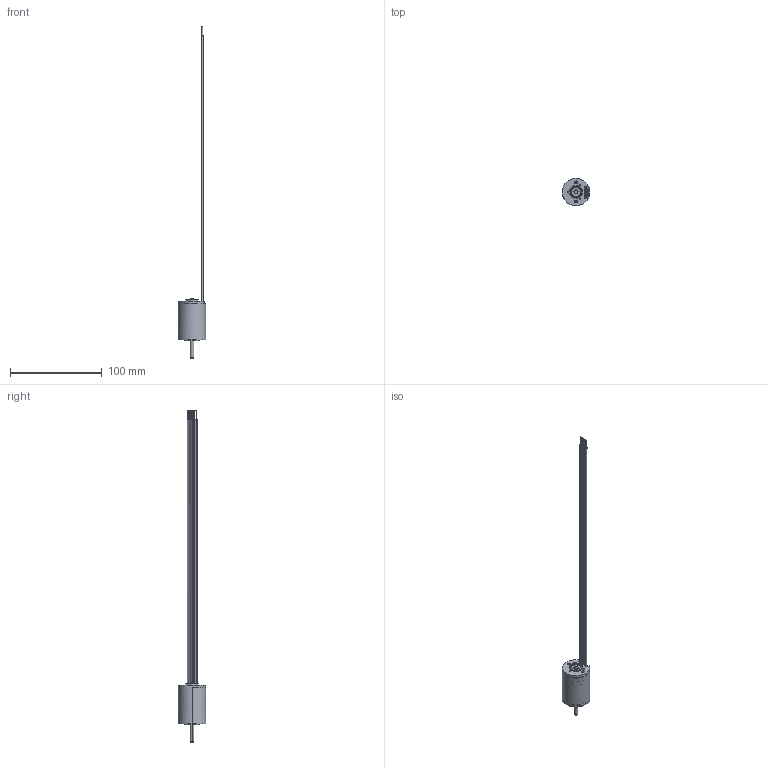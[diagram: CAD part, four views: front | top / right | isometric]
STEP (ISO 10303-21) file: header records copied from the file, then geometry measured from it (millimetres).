
FILE_DESCRIPTION((''),'2;1');
FILE_NAME('4611180000554_SW0001','2022-11-16T14:26:29',('MS05792'),(''),'CREO PARAMETRIC BY PTC INC, 2018100','CREO PARAMETRIC BY PTC INC, 2018100','');
FILE_SCHEMA(('CONFIG_CONTROL_DESIGN'));
Length unit declared in the file: millimetre
Products named in the file (1): 4611180000554_SW0001
Bounding box: 30 x 30 x 361.88 mm (x, y, z)
Volume: 14856.7 mm3; surface area: 24806.8 mm2
Topology: 1 solids, 2 shells, 373 faces, 984 edges, 622 vertices
Faces by surface type: cylinder 150, plane 115, torus 51, cone 40, bspline 17
Entity records: 13447 total; most frequent: CARTESIAN_POINT 3887, DIRECTION 2124, ORIENTED_EDGE 1944, EDGE_CURVE 972, AXIS2_PLACEMENT_3D 864, VERTEX_POINT 622, CIRCLE 508, EDGE_LOOP 436
